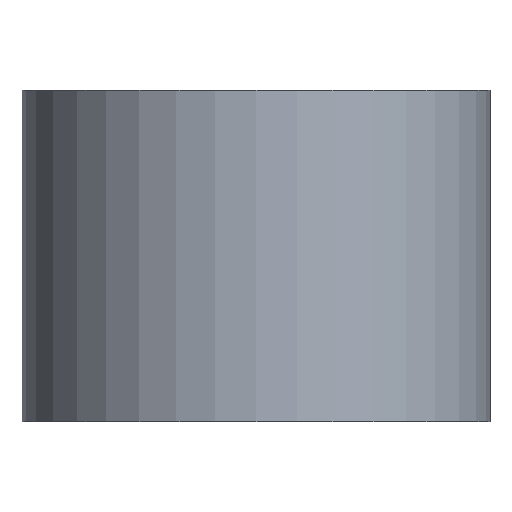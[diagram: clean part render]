
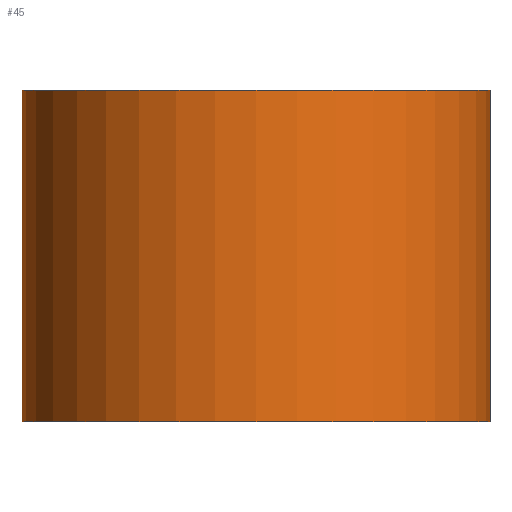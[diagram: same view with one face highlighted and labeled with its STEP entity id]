
A CAD part, front view. The second image highlights one B-rep face of the part: STEP entity #45.
In plain terms, the highlighted cylindrical face has radius 33.15 mm (diameter 66.3 mm), a partial arc.
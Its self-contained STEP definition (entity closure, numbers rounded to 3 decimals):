
#37 = EDGE_CURVE ( 'NONE', #109, #108, #197, .T. ) ;
#39 = EDGE_LOOP ( 'NONE', ( #48, #49, #72, #65 ) ) ;
#42 = VERTEX_POINT ( 'NONE', #192 ) ;
#44 = EDGE_CURVE ( 'NONE', #108, #42, #191, .T. ) ;
#45 = ADVANCED_FACE ( 'NONE', ( #187 ), #186, .T. ) ;
#48 = ORIENTED_EDGE ( 'NONE', *, *, #103, .F. ) ;
#49 = ORIENTED_EDGE ( 'NONE', *, *, #37, .T. ) ;
#65 = ORIENTED_EDGE ( 'NONE', *, *, #66, .F. ) ;
#66 = EDGE_CURVE ( 'NONE', #104, #42, #209, .T. ) ;
#72 = ORIENTED_EDGE ( 'NONE', *, *, #44, .T. ) ;
#103 = EDGE_CURVE ( 'NONE', #109, #104, #306, .T. ) ;
#104 = VERTEX_POINT ( 'NONE', #301 ) ;
#108 = VERTEX_POINT ( 'NONE', #402 ) ;
#109 = VERTEX_POINT ( 'NONE', #336 ) ;
#176 = DIRECTION ( 'NONE',  ( 1., 0., 0. ) ) ;
#177 = DIRECTION ( 'NONE',  ( 0., 0., 1. ) ) ;
#178 = CARTESIAN_POINT ( 'NONE',  ( 0., 0., 0. ) ) ;
#179 = AXIS2_PLACEMENT_3D ( 'NONE', #178, #177, #176 ) ;
#185 = CARTESIAN_POINT ( 'NONE',  ( 0., 0., -47. ) ) ;
#186 = CYLINDRICAL_SURFACE ( 'NONE', #179, 33.15 ) ;
#187 = FACE_OUTER_BOUND ( 'NONE', #39, .T. ) ;
#188 = DIRECTION ( 'NONE',  ( 0., 0., 1. ) ) ;
#189 = VECTOR ( 'NONE', #188, 1000. ) ;
#190 = CARTESIAN_POINT ( 'NONE',  ( 33.15, 0., 0. ) ) ;
#191 = LINE ( 'NONE', #190, #189 ) ;
#192 = CARTESIAN_POINT ( 'NONE',  ( 33.15, 0., 0. ) ) ;
#194 = DIRECTION ( 'NONE',  ( 1., 0., 0. ) ) ;
#195 = DIRECTION ( 'NONE',  ( 0., 0., 1. ) ) ;
#196 = AXIS2_PLACEMENT_3D ( 'NONE', #185, #195, #194 ) ;
#197 = CIRCLE ( 'NONE', #196, 33.15 ) ;
#209 = CIRCLE ( 'NONE', #281, 33.15 ) ;
#215 = CARTESIAN_POINT ( 'NONE',  ( 0., 0., 0. ) ) ;
#279 = DIRECTION ( 'NONE',  ( 1., 0., 0. ) ) ;
#280 = DIRECTION ( 'NONE',  ( 0., 0., 1. ) ) ;
#281 = AXIS2_PLACEMENT_3D ( 'NONE', #215, #280, #279 ) ;
#283 = DIRECTION ( 'NONE',  ( 0., 0., 1. ) ) ;
#284 = VECTOR ( 'NONE', #283, 1000. ) ;
#285 = CARTESIAN_POINT ( 'NONE',  ( -33.15, 0., 0. ) ) ;
#301 = CARTESIAN_POINT ( 'NONE',  ( -33.15, 0., 0. ) ) ;
#306 = LINE ( 'NONE', #285, #284 ) ;
#336 = CARTESIAN_POINT ( 'NONE',  ( -33.15, 0., -47. ) ) ;
#402 = CARTESIAN_POINT ( 'NONE',  ( 33.15, 0., -47. ) ) ;
